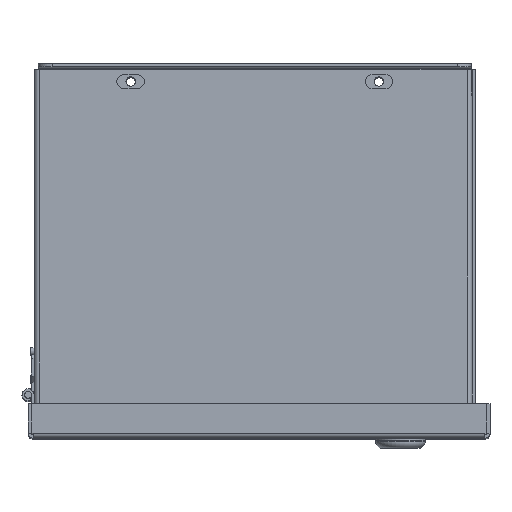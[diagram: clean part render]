
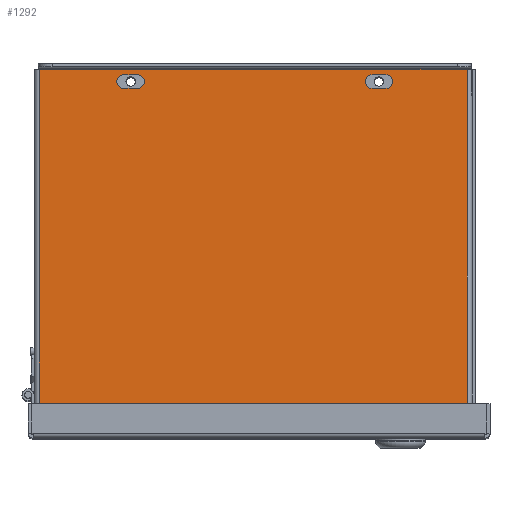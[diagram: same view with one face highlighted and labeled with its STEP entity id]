
A CAD part, top view. The second image highlights one B-rep face of the part: STEP entity #1292.
In plain terms, the highlighted planar face has unit normal (0, 0, 1).
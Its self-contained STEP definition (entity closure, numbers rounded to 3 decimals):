
#1292 = ADVANCED_FACE( '', ( #3155, #3156, #3157 ), #3158, .F. );
#3155 = FACE_BOUND( '', #7315, .T. );
#3156 = FACE_BOUND( '', #7316, .T. );
#3157 = FACE_OUTER_BOUND( '', #7317, .T. );
#3158 = PLANE( '', #7318 );
#7315 = EDGE_LOOP( '', ( #36126, #36127, #36128, #36129 ) );
#7316 = EDGE_LOOP( '', ( #36130, #36131, #36132, #36133 ) );
#7317 = EDGE_LOOP( '', ( #36134, #36135, #36136, #36137, #36138, #36139 ) );
#7318 = AXIS2_PLACEMENT_3D( '', #36140, #36141, #36142 );
#36126 = ORIENTED_EDGE( '', *, *, #43469, .T. );
#36127 = ORIENTED_EDGE( '', *, *, #43470, .T. );
#36128 = ORIENTED_EDGE( '', *, *, #43471, .T. );
#36129 = ORIENTED_EDGE( '', *, *, #43472, .T. );
#36130 = ORIENTED_EDGE( '', *, *, #43473, .T. );
#36131 = ORIENTED_EDGE( '', *, *, #43474, .T. );
#36132 = ORIENTED_EDGE( '', *, *, #43475, .T. );
#36133 = ORIENTED_EDGE( '', *, *, #43476, .T. );
#36134 = ORIENTED_EDGE( '', *, *, #43477, .T. );
#36135 = ORIENTED_EDGE( '', *, *, #43478, .T. );
#36136 = ORIENTED_EDGE( '', *, *, #43479, .T. );
#36137 = ORIENTED_EDGE( '', *, *, #43480, .F. );
#36138 = ORIENTED_EDGE( '', *, *, #43481, .F. );
#36139 = ORIENTED_EDGE( '', *, *, #43482, .T. );
#36140 = CARTESIAN_POINT( '', ( -100.838, 82.791, 127. ) );
#36141 = DIRECTION( '', ( 0., 0., -1. ) );
#36142 = DIRECTION( '', ( -1., 0., 0. ) );
#43469 = EDGE_CURVE( '', #46341, #46342, #46343, .T. );
#43470 = EDGE_CURVE( '', #46342, #46344, #46345, .T. );
#43471 = EDGE_CURVE( '', #46344, #46346, #46347, .T. );
#43472 = EDGE_CURVE( '', #46346, #46341, #46348, .T. );
#43473 = EDGE_CURVE( '', #46349, #46350, #46351, .T. );
#43474 = EDGE_CURVE( '', #46350, #46352, #46353, .T. );
#43475 = EDGE_CURVE( '', #46352, #46354, #46355, .T. );
#43476 = EDGE_CURVE( '', #46354, #46349, #46356, .T. );
#43477 = EDGE_CURVE( '', #46357, #46358, #46359, .T. );
#43478 = EDGE_CURVE( '', #46358, #46360, #46361, .T. );
#43479 = EDGE_CURVE( '', #46360, #46362, #46363, .T. );
#43480 = EDGE_CURVE( '', #46364, #46362, #46365, .T. );
#43481 = EDGE_CURVE( '', #46366, #46364, #46367, .T. );
#43482 = EDGE_CURVE( '', #46366, #46357, #46368, .T. );
#46341 = VERTEX_POINT( '', #50720 );
#46342 = VERTEX_POINT( '', #50721 );
#46343 = LINE( '', #50722, #50723 );
#46344 = VERTEX_POINT( '', #50724 );
#46345 = CIRCLE( '', #50725, 3.175 );
#46346 = VERTEX_POINT( '', #50726 );
#46347 = LINE( '', #50727, #50728 );
#46348 = CIRCLE( '', #50729, 3.175 );
#46349 = VERTEX_POINT( '', #50730 );
#46350 = VERTEX_POINT( '', #50731 );
#46351 = LINE( '', #50732, #50733 );
#46352 = VERTEX_POINT( '', #50734 );
#46353 = CIRCLE( '', #50735, 3.175 );
#46354 = VERTEX_POINT( '', #50736 );
#46355 = LINE( '', #50737, #50738 );
#46356 = CIRCLE( '', #50739, 3.175 );
#46357 = VERTEX_POINT( '', #50740 );
#46358 = VERTEX_POINT( '', #50741 );
#46359 = LINE( '', #50742, #50743 );
#46360 = VERTEX_POINT( '', #50744 );
#46361 = LINE( '', #50745, #50746 );
#46362 = VERTEX_POINT( '', #50747 );
#46363 = LINE( '', #50748, #50749 );
#46364 = VERTEX_POINT( '', #50750 );
#46365 = LINE( '', #50751, #50752 );
#46366 = VERTEX_POINT( '', #50753 );
#46367 = LINE( '', #50754, #50755 );
#46368 = LINE( '', #50756, #50757 );
#50720 = CARTESIAN_POINT( '', ( -59.563, 80.404, 127. ) );
#50721 = CARTESIAN_POINT( '', ( -53.213, 80.404, 127. ) );
#50722 = CARTESIAN_POINT( '', ( -100.838, 80.404, 127. ) );
#50723 = VECTOR( '', #59252, 1000. );
#50724 = CARTESIAN_POINT( '', ( -53.213, 74.054, 127. ) );
#50725 = AXIS2_PLACEMENT_3D( '', #59253, #59254, #59255 );
#50726 = CARTESIAN_POINT( '', ( -59.563, 74.054, 127. ) );
#50727 = CARTESIAN_POINT( '', ( -100.838, 74.054, 127. ) );
#50728 = VECTOR( '', #59256, 1000. );
#50729 = AXIS2_PLACEMENT_3D( '', #59257, #59258, #59259 );
#50730 = CARTESIAN_POINT( '', ( 54.737, 80.404, 127. ) );
#50731 = CARTESIAN_POINT( '', ( 61.087, 80.404, 127. ) );
#50732 = CARTESIAN_POINT( '', ( -100.838, 80.404, 127. ) );
#50733 = VECTOR( '', #59260, 1000. );
#50734 = CARTESIAN_POINT( '', ( 61.087, 74.054, 127. ) );
#50735 = AXIS2_PLACEMENT_3D( '', #59261, #59262, #59263 );
#50736 = CARTESIAN_POINT( '', ( 54.737, 74.054, 127. ) );
#50737 = CARTESIAN_POINT( '', ( -100.838, 74.054, 127. ) );
#50738 = VECTOR( '', #59264, 1000. );
#50739 = AXIS2_PLACEMENT_3D( '', #59265, #59266, #59267 );
#50740 = CARTESIAN_POINT( '', ( -98.501, -82.791, 127. ) );
#50741 = CARTESIAN_POINT( '', ( 92.05, -82.791, 127. ) );
#50742 = CARTESIAN_POINT( '', ( -100.838, -82.791, 127. ) );
#50743 = VECTOR( '', #59268, 1000. );
#50744 = CARTESIAN_POINT( '', ( 92.05, -79.693, 127. ) );
#50745 = CARTESIAN_POINT( '', ( 92.05, 82.791, 127. ) );
#50746 = VECTOR( '', #59269, 1000. );
#50747 = CARTESIAN_POINT( '', ( 98.501, -79.693, 127. ) );
#50748 = CARTESIAN_POINT( '', ( -100.838, -79.693, 127. ) );
#50749 = VECTOR( '', #59270, 1000. );
#50750 = CARTESIAN_POINT( '', ( 98.501, 82.791, 127. ) );
#50751 = CARTESIAN_POINT( '', ( 98.501, 82.791, 127. ) );
#50752 = VECTOR( '', #59271, 1000. );
#50753 = CARTESIAN_POINT( '', ( -98.501, 82.791, 127. ) );
#50754 = CARTESIAN_POINT( '', ( -100.838, 82.791, 127. ) );
#50755 = VECTOR( '', #59272, 1000. );
#50756 = CARTESIAN_POINT( '', ( -98.501, 82.791, 127. ) );
#50757 = VECTOR( '', #59273, 1000. );
#59252 = DIRECTION( '', ( 1., 0., 0. ) );
#59253 = CARTESIAN_POINT( '', ( -53.213, 77.229, 127. ) );
#59254 = DIRECTION( '', ( 0., 0., -1. ) );
#59255 = DIRECTION( '', ( -1., 0., 0. ) );
#59256 = DIRECTION( '', ( -1., 0., 0. ) );
#59257 = CARTESIAN_POINT( '', ( -59.563, 77.229, 127. ) );
#59258 = DIRECTION( '', ( 0., 0., -1. ) );
#59259 = DIRECTION( '', ( -1., 0., 0. ) );
#59260 = DIRECTION( '', ( 1., 0., 0. ) );
#59261 = CARTESIAN_POINT( '', ( 61.087, 77.229, 127. ) );
#59262 = DIRECTION( '', ( 0., 0., -1. ) );
#59263 = DIRECTION( '', ( -1., 0., 0. ) );
#59264 = DIRECTION( '', ( -1., 0., 0. ) );
#59265 = CARTESIAN_POINT( '', ( 54.737, 77.229, 127. ) );
#59266 = DIRECTION( '', ( 0., 0., -1. ) );
#59267 = DIRECTION( '', ( -1., 0., 0. ) );
#59268 = DIRECTION( '', ( 1., 0., 0. ) );
#59269 = DIRECTION( '', ( 0., 1., 0. ) );
#59270 = DIRECTION( '', ( 1., 0., 0. ) );
#59271 = DIRECTION( '', ( 0., -1., 0. ) );
#59272 = DIRECTION( '', ( 1., 0., 0. ) );
#59273 = DIRECTION( '', ( 0., -1., 0. ) );
